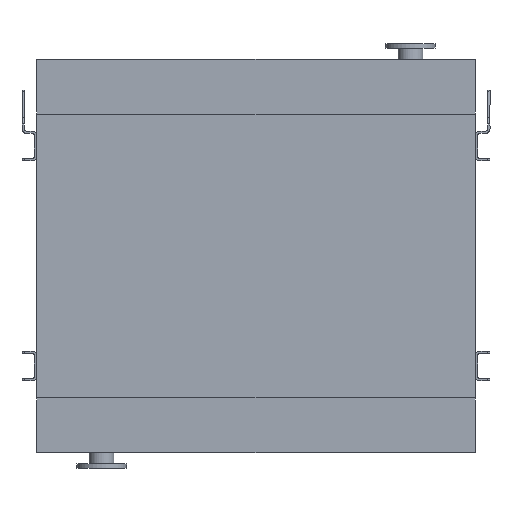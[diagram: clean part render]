
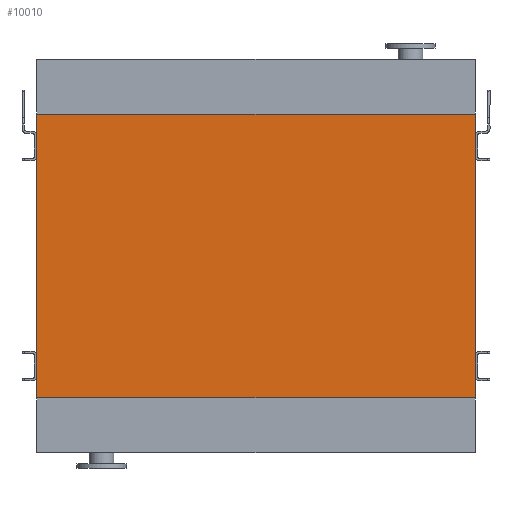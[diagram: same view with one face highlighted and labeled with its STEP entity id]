
A CAD part, front view. The second image highlights one B-rep face of the part: STEP entity #10010.
In plain terms, the highlighted planar face has unit normal (0, -1, 0).
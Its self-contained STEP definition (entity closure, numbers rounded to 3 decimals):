
#540 = FACE_OUTER_BOUND ( 'NONE', #6058, .T. ) ;
#1114 = EDGE_CURVE ( 'NONE', #3850, #10268, #8331, .T. ) ;
#1504 = CARTESIAN_POINT ( 'NONE',  ( -965., 0., -1250. ) ) ;
#1953 = DIRECTION ( 'NONE',  ( 0., 0., -1. ) ) ;
#2045 = VECTOR ( 'NONE', #8576, 1000. ) ;
#2502 = CARTESIAN_POINT ( 'NONE',  ( 965., 0., -1250. ) ) ;
#2517 = DIRECTION ( 'NONE',  ( 1., 0., 0. ) ) ;
#3548 = CARTESIAN_POINT ( 'NONE',  ( -965., 0., 0. ) ) ;
#3850 = VERTEX_POINT ( 'NONE', #6883 ) ;
#4289 = CARTESIAN_POINT ( 'NONE',  ( -965., 0., -1250. ) ) ;
#6058 = EDGE_LOOP ( 'NONE', ( #8122, #9883, #12706, #11094 ) ) ;
#6617 = VERTEX_POINT ( 'NONE', #12106 ) ;
#6883 = CARTESIAN_POINT ( 'NONE',  ( -965., 0., -1250. ) ) ;
#7340 = VERTEX_POINT ( 'NONE', #14881 ) ;
#8083 = EDGE_CURVE ( 'NONE', #3850, #6617, #11615, .T. ) ;
#8122 = ORIENTED_EDGE ( 'NONE', *, *, #10231, .F. ) ;
#8331 = LINE ( 'NONE', #1504, #2045 ) ;
#8493 = VECTOR ( 'NONE', #2517, 1000. ) ;
#8576 = DIRECTION ( 'NONE',  ( 0., 0., 1. ) ) ;
#9038 = DIRECTION ( 'NONE',  ( 0., -1., 0. ) ) ;
#9042 = LINE ( 'NONE', #2502, #15303 ) ;
#9580 = DIRECTION ( 'NONE',  ( 0., 0., 1. ) ) ;
#9597 = CARTESIAN_POINT ( 'NONE',  ( -965., 0., -1250. ) ) ;
#9769 = VECTOR ( 'NONE', #11796, 1000. ) ;
#9883 = ORIENTED_EDGE ( 'NONE', *, *, #1114, .F. ) ;
#10010 = ADVANCED_FACE ( 'NONE', ( #540 ), #13724, .T. ) ;
#10231 = EDGE_CURVE ( 'NONE', #10268, #7340, #12905, .T. ) ;
#10268 = VERTEX_POINT ( 'NONE', #10661 ) ;
#10324 = EDGE_CURVE ( 'NONE', #6617, #7340, #9042, .T. ) ;
#10661 = CARTESIAN_POINT ( 'NONE',  ( -965., 0., 0. ) ) ;
#11094 = ORIENTED_EDGE ( 'NONE', *, *, #10324, .T. ) ;
#11615 = LINE ( 'NONE', #9597, #8493 ) ;
#11796 = DIRECTION ( 'NONE',  ( 1., 0., 0. ) ) ;
#12106 = CARTESIAN_POINT ( 'NONE',  ( 965., 0., -1250. ) ) ;
#12706 = ORIENTED_EDGE ( 'NONE', *, *, #8083, .T. ) ;
#12861 = AXIS2_PLACEMENT_3D ( 'NONE', #4289, #9038, #1953 ) ;
#12905 = LINE ( 'NONE', #3548, #9769 ) ;
#13724 = PLANE ( 'NONE',  #12861 ) ;
#14881 = CARTESIAN_POINT ( 'NONE',  ( 965., 0., 0. ) ) ;
#15303 = VECTOR ( 'NONE', #9580, 1000. ) ;
